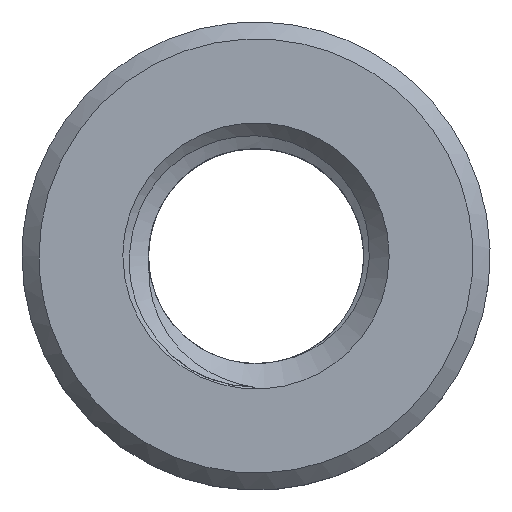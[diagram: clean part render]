
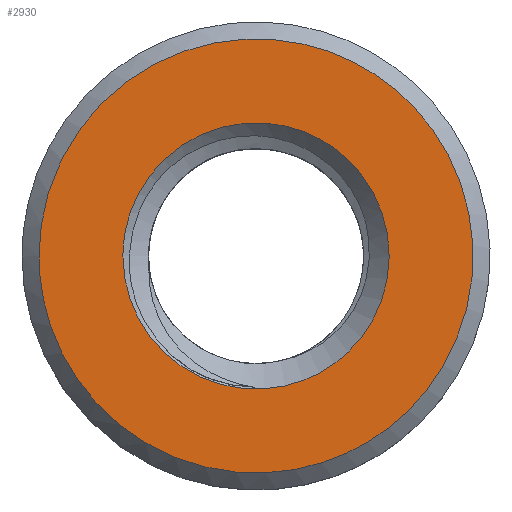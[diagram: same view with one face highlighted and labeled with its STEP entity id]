
A CAD part, top view. The second image highlights one B-rep face of the part: STEP entity #2930.
In plain terms, the highlighted free-form (B-spline) face has degree [1, 1] with [2, 2] control points.
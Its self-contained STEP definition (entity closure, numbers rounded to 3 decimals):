
#2882 = EDGE_CURVE('',#2883,#2883,#2885,.T.);
#2883 = VERTEX_POINT('',#2884);
#2884 = CARTESIAN_POINT('',(-2.109,0.,
    2.481));
#2885 = ( BOUNDED_CURVE() B_SPLINE_CURVE(2,(#2886,#2887,#2888,#2889,
#2890,#2891,#2892),.UNSPECIFIED.,.T.,.F.) B_SPLINE_CURVE_WITH_KNOTS((3,2
    ,2,3),(3.142,5.236,7.33,9.425),
.PIECEWISE_BEZIER_KNOTS.) CURVE() GEOMETRIC_REPRESENTATION_ITEM() 
RATIONAL_B_SPLINE_CURVE((1.,0.5,1.,0.5,1.,0.5,1.)) REPRESENTATION_ITEM(
  '') );
#2886 = CARTESIAN_POINT('',(-2.109,0.,
    2.481));
#2887 = CARTESIAN_POINT('',(-2.109,3.653,
    2.481));
#2888 = CARTESIAN_POINT('',(1.055,1.827,2.481
    ));
#2889 = CARTESIAN_POINT('',(4.218,0.,
    2.481));
#2890 = CARTESIAN_POINT('',(1.055,-1.827,
    2.481));
#2891 = CARTESIAN_POINT('',(-2.109,-3.653,
    2.481));
#2892 = CARTESIAN_POINT('',(-2.109,0.,
    2.481));
#2930 = ADVANCED_FACE('',(#2931,#2934),#2948,.T.);
#2931 = FACE_BOUND('',#2932,.T.);
#2932 = EDGE_LOOP('',(#2933));
#2933 = ORIENTED_EDGE('',*,*,#2882,.F.);
#2934 = FACE_BOUND('',#2935,.T.);
#2935 = EDGE_LOOP('',(#2936));
#2936 = ORIENTED_EDGE('',*,*,#2937,.F.);
#2937 = EDGE_CURVE('',#2938,#2938,#2940,.T.);
#2938 = VERTEX_POINT('',#2939);
#2939 = CARTESIAN_POINT('',(-1.294,0.,
    2.481));
#2940 = ( BOUNDED_CURVE() B_SPLINE_CURVE(2,(#2941,#2942,#2943,#2944,
#2945,#2946,#2947),.UNSPECIFIED.,.T.,.F.) B_SPLINE_CURVE_WITH_KNOTS((3,2
    ,2,3),(3.142,5.236,7.33,9.425),
.PIECEWISE_BEZIER_KNOTS.) CURVE() GEOMETRIC_REPRESENTATION_ITEM() 
RATIONAL_B_SPLINE_CURVE((1.,0.5,1.,0.5,1.,0.5,1.)) REPRESENTATION_ITEM(
  '') );
#2941 = CARTESIAN_POINT('',(-1.294,0.,
    2.481));
#2942 = CARTESIAN_POINT('',(-1.294,-2.241,
    2.481));
#2943 = CARTESIAN_POINT('',(0.647,-1.121,
    2.481));
#2944 = CARTESIAN_POINT('',(2.588,0.,
    2.481));
#2945 = CARTESIAN_POINT('',(0.647,1.121,2.481
    ));
#2946 = CARTESIAN_POINT('',(-1.294,2.241,
    2.481));
#2947 = CARTESIAN_POINT('',(-1.294,0.,
    2.481));
#2948 = B_SPLINE_SURFACE_WITH_KNOTS('',1,1,(
    (#2949,#2950)
    ,(#2951,#2952
    )),.UNSPECIFIED.,.F.,.F.,.F.,(2,2),(2,2),(-2.55,2.55),(-2.55,2.55),
  .PIECEWISE_BEZIER_KNOTS.);
#2949 = CARTESIAN_POINT('',(-2.109,-2.109,
    2.481));
#2950 = CARTESIAN_POINT('',(-2.109,2.109,
    2.481));
#2951 = CARTESIAN_POINT('',(2.109,-2.109,
    2.481));
#2952 = CARTESIAN_POINT('',(2.109,2.109,2.481
    ));
